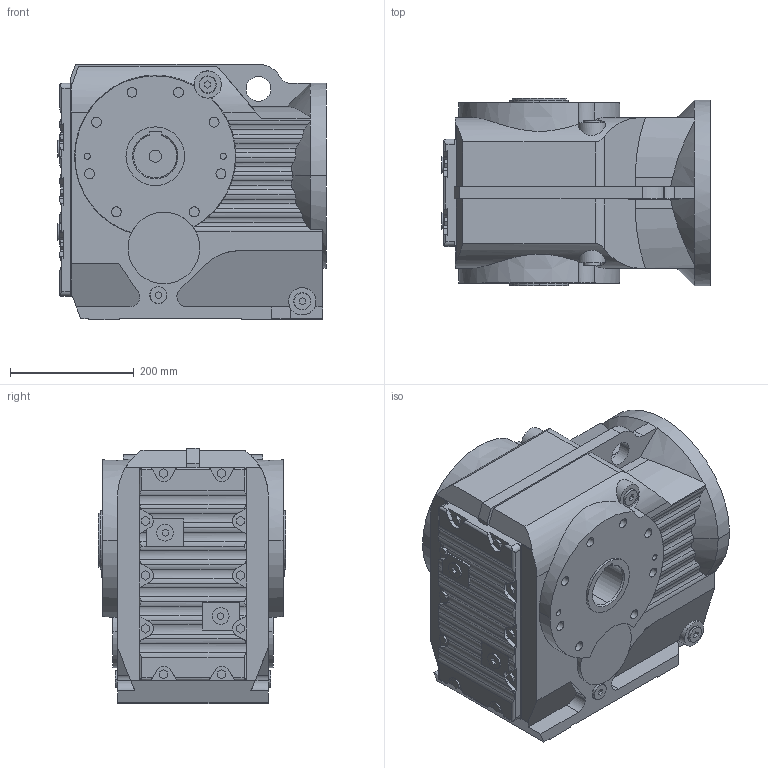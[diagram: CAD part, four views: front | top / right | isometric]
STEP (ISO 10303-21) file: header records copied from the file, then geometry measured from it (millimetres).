
FILE_DESCRIPTION(('STEP AP214'),'1');
FILE_NAME('cctmp_5A943848-D440-42B3-BC44-A30BE374B189_2020_8_19_8_44_20_733..stp','2020-08-19T06:44:21',('SEW-EURODRIVE GmbH & Co KG'),('CADClick - www.CADClick.com'),'Spatial InterOp 3D postprocessed',' ','unknown authorization');
FILE_SCHEMA(('AUTOMOTIVE_DESIGN'));
Length unit declared in the file: millimetre
Products named in the file (1): 2020_08_19__08-44-20-717
Bounding box: 435 x 303 x 414 mm (x, y, z)
Volume: 40371700.6 mm3; surface area: 915666.8 mm2
Topology: 1 solids, 3 shells, 587 faces, 1528 edges, 1008 vertices
Faces by surface type: plane 313, cylinder 258, cone 16
Entity records: 22285 total; most frequent: CARTESIAN_POINT 6223, ORIENTED_EDGE 3056, DIRECTION 2827, EDGE_CURVE 1528, VERTEX_POINT 1008, AXIS2_PLACEMENT_3D 956, LINE 915, VECTOR 915
